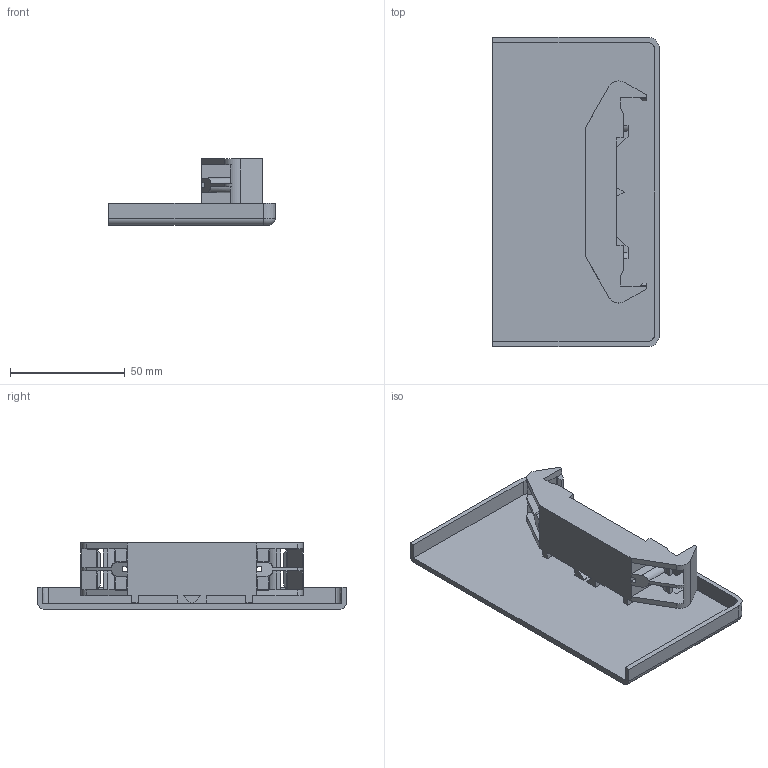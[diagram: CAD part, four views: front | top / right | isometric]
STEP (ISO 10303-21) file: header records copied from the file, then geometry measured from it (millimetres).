
FILE_DESCRIPTION (( 'STEP AP214' ), '1' );
FILE_NAME ('6274573.STEP', '2025-02-17T15:55:27', ( '' ), ( '' ), 'SwSTEP 2.0', 'SolidWorks 2024', '' );
FILE_SCHEMA (( 'AUTOMOTIVE_DESIGN' ));
Length unit declared in the file: millimetre
Products named in the file (3): 010173_PVC; 6274573; 004359_Standard
Assembly tree (2 placements, depth 2):
  6274573
    010173_PVC
    004359_Standard
Bounding box: 72.67 x 134.93 x 28.89 mm (x, y, z)
Volume: 42508.2 mm3; surface area: 37231.4 mm2
Topology: 2 solids, 2 shells, 180 faces, 527 edges, 339 vertices
Faces by surface type: plane 145, cylinder 26, cone 7, torus 2
Entity records: 5996 total; most frequent: CARTESIAN_POINT 1175, ORIENTED_EDGE 1054, DIRECTION 918, EDGE_CURVE 527, LINE 442, VECTOR 442, VERTEX_POINT 339, AXIS2_PLACEMENT_3D 238
